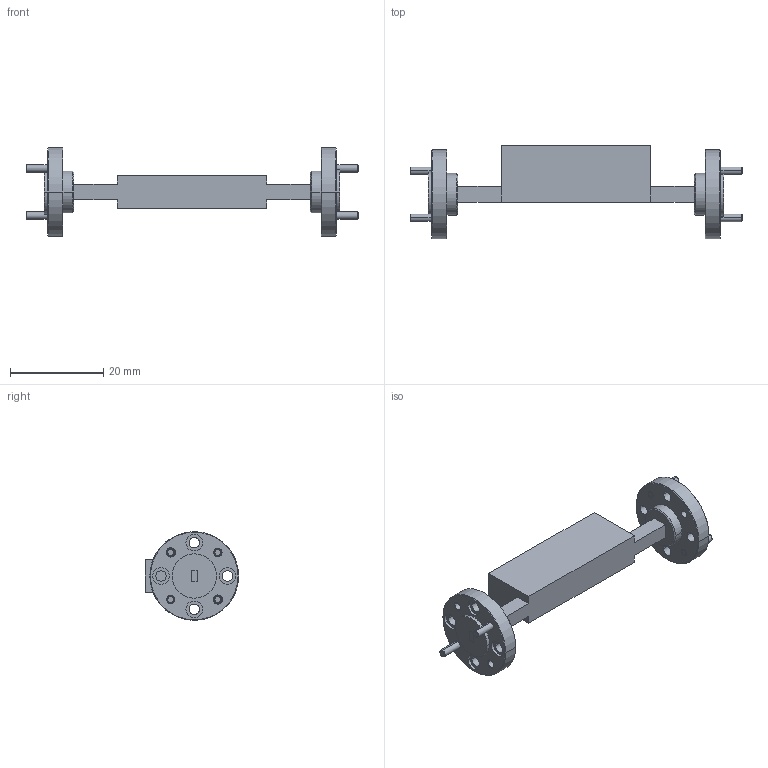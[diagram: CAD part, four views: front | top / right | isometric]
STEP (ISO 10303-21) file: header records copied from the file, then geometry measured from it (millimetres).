
FILE_DESCRIPTION (( 'STEP AP203' ), '1' );
FILE_NAME ('STA-XX-10-F2.STEP', '2018-05-30T17:32:43', ( '' ), ( '' ), 'SwSTEP 2.0', 'SolidWorks 2016', '' );
FILE_SCHEMA (( 'CONFIG_CONTROL_DESIGN' ));
Length unit declared in the file: inch
Products named in the file (1): STA-XX-10-F2
Bounding box: 71.25 x 20.02 x 19.05 mm (x, y, z)
Volume: 5095.3 mm3; surface area: 3698.9 mm2
Topology: 5 solids, 5 shells, 158 faces, 368 edges, 236 vertices
Faces by surface type: cylinder 68, plane 46, cone 44
Entity records: 4699 total; most frequent: DIRECTION 882, CARTESIAN_POINT 763, ORIENTED_EDGE 736, EDGE_CURVE 368, AXIS2_PLACEMENT_3D 355, VERTEX_POINT 236, EDGE_LOOP 206, CIRCLE 196
